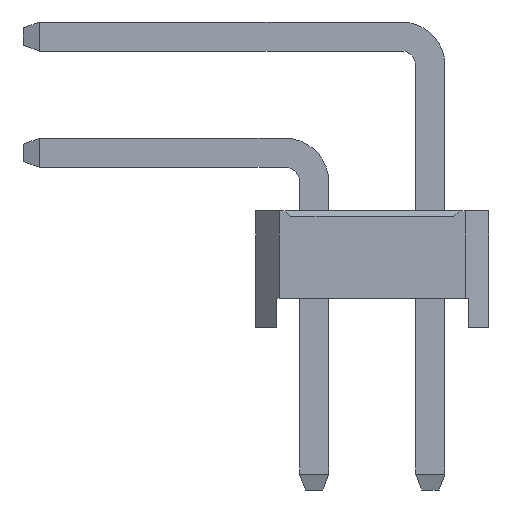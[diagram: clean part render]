
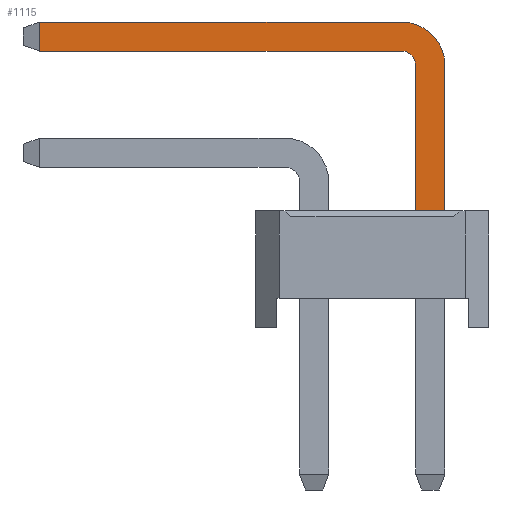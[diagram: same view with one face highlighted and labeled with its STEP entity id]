
A CAD part, left-side view. The second image highlights one B-rep face of the part: STEP entity #1115.
In plain terms, the highlighted planar face has unit normal (-1, 0, 0).
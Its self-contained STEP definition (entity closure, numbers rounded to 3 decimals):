
#1115=ADVANCED_FACE('',(#4655),#4657,.T.);
#4655=FACE_BOUND('',#4656,.T.);
#4656=EDGE_LOOP('',(#7513,#7514,#7515,#7516,#7517,#7518,#7519,#7520));
#4657=PLANE('',#4658);
#4658=AXIS2_PLACEMENT_3D('',#4659,#4660,#4661);
#4659=CARTESIAN_POINT('',(-0.25,-1.75,-2.8));
#4660=DIRECTION('',(-1.,0.,0.));
#4661=DIRECTION('',(0.,-1.,0.));
#7513=ORIENTED_EDGE('',*,*,#9274,.F.);
#7514=ORIENTED_EDGE('',*,*,#9275,.F.);
#7515=ORIENTED_EDGE('',*,*,#9276,.F.);
#7516=ORIENTED_EDGE('',*,*,#9277,.F.);
#7517=ORIENTED_EDGE('',*,*,#8839,.T.);
#7518=ORIENTED_EDGE('',*,*,#9273,.T.);
#7519=ORIENTED_EDGE('',*,*,#9278,.T.);
#7520=ORIENTED_EDGE('',*,*,#9279,.T.);
#8839=EDGE_CURVE('',#9950,#9948,#9951,.T.);
#9273=EDGE_CURVE('',#9948,#10690,#10692,.T.);
#9274=EDGE_CURVE('',#10693,#10694,#10695,.T.);
#9275=EDGE_CURVE('',#10696,#10693,#10697,.T.);
#9276=EDGE_CURVE('',#10698,#10696,#10699,.T.);
#9277=EDGE_CURVE('',#9950,#10698,#10700,.T.);
#9278=EDGE_CURVE('',#10690,#10701,#10702,.T.);
#9279=EDGE_CURVE('',#10701,#10694,#10703,.T.);
#9948=VERTEX_POINT('',#11790);
#9950=VERTEX_POINT('',#11794);
#9951=LINE('',#11795,#11796);
#10690=VERTEX_POINT('',#13426);
#10692=LINE('',#13430,#13431);
#10693=VERTEX_POINT('',#13433);
#10694=VERTEX_POINT('',#13434);
#10695=LINE('',#13435,#13436);
#10696=VERTEX_POINT('',#13438);
#10697=LINE('',#13439,#13440);
#10698=VERTEX_POINT('',#13442);
#10699=CIRCLE('',#13443,0.25);
#10700=LINE('',#13447,#13448);
#10701=VERTEX_POINT('',#13450);
#10702=CIRCLE('',#13451,0.75);
#10703=LINE('',#13455,#13456);
#11790=CARTESIAN_POINT('',(-0.25,-2.25,2.));
#11794=CARTESIAN_POINT('',(-0.25,-1.75,2.));
#11795=CARTESIAN_POINT('',(-0.25,-1.75,2.));
#11796=VECTOR('',#11797,1.);
#11797=DIRECTION('',(0.,-1.,0.));
#13426=CARTESIAN_POINT('',(-0.25,-2.25,4.5));
#13430=CARTESIAN_POINT('',(-0.25,-2.25,2.));
#13431=VECTOR('',#13432,1.);
#13432=DIRECTION('',(0.,0.,1.));
#13433=CARTESIAN_POINT('',(-0.25,4.725,4.75));
#13434=CARTESIAN_POINT('',(-0.25,4.725,5.25));
#13435=CARTESIAN_POINT('',(-0.25,4.725,4.75));
#13436=VECTOR('',#13437,1.);
#13437=DIRECTION('',(0.,0.,1.));
#13438=CARTESIAN_POINT('',(-0.25,-1.5,4.75));
#13439=CARTESIAN_POINT('',(-0.25,-1.5,4.75));
#13440=VECTOR('',#13441,1.);
#13441=DIRECTION('',(0.,1.,0.));
#13442=CARTESIAN_POINT('',(-0.25,-1.75,4.5));
#13443=AXIS2_PLACEMENT_3D('',#13444,#13445,#13446);
#13444=CARTESIAN_POINT('',(-0.25,-1.5,4.5));
#13445=DIRECTION('',(-1.,-0.,0.));
#13446=DIRECTION('',(0.,-1.,0.));
#13447=CARTESIAN_POINT('',(-0.25,-1.75,2.));
#13448=VECTOR('',#13449,1.);
#13449=DIRECTION('',(0.,0.,1.));
#13450=CARTESIAN_POINT('',(-0.25,-1.5,5.25));
#13451=AXIS2_PLACEMENT_3D('',#13452,#13453,#13454);
#13452=CARTESIAN_POINT('',(-0.25,-1.5,4.5));
#13453=DIRECTION('',(-1.,-0.,0.));
#13454=DIRECTION('',(0.,-1.,0.));
#13455=CARTESIAN_POINT('',(-0.25,-1.5,5.25));
#13456=VECTOR('',#13457,1.);
#13457=DIRECTION('',(0.,1.,0.));
